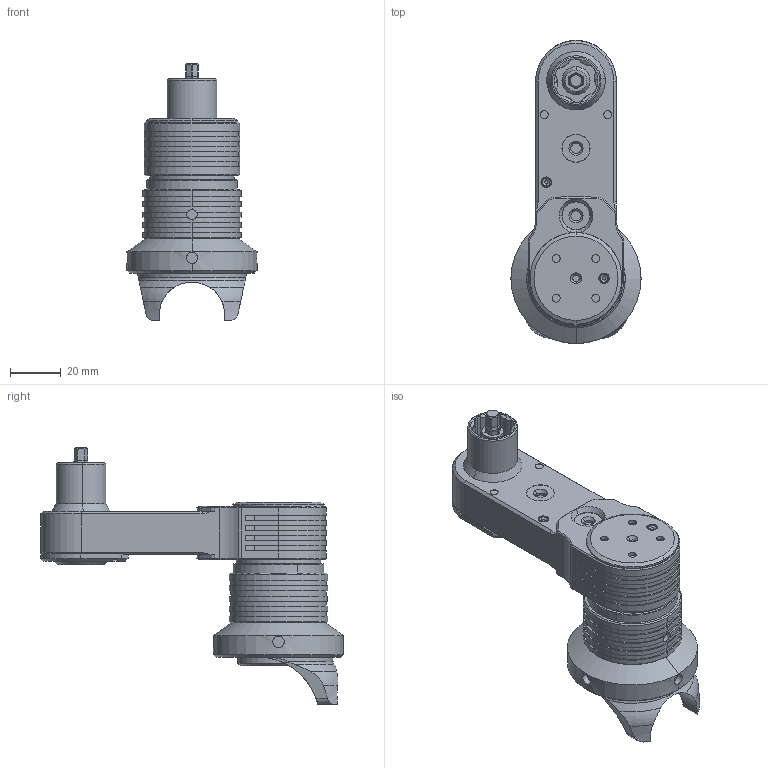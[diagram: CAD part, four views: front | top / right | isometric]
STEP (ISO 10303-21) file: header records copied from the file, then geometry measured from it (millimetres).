
FILE_DESCRIPTION((''),'2;1');
FILE_NAME('3513002098_SW0001','2023-10-24T23:41:32',('INEdipo'),(''),'CREO PARAMETRIC BY PTC INC, 2022414','CREO PARAMETRIC BY PTC INC, 2022414','');
FILE_SCHEMA(('CONFIG_CONTROL_DESIGN'));
Length unit declared in the file: inch
Products named in the file (1): 3513002098_SW0001
Bounding box: 51 x 118.85 x 100.7 mm (x, y, z)
Volume: 130468.2 mm3; surface area: 25625.6 mm2
Topology: 1 solids, 1 shells, 991 faces, 2631 edges, 1716 vertices
Faces by surface type: plane 329, extrusion 284, cylinder 246, cone 119, torus 7, bspline 6
Entity records: 36524 total; most frequent: CARTESIAN_POINT 12893, ORIENTED_EDGE 5262, DIRECTION 4100, EDGE_CURVE 2631, VERTEX_POINT 1716, VECTOR 1590, LINE 1306, AXIS2_PLACEMENT_3D 1255
